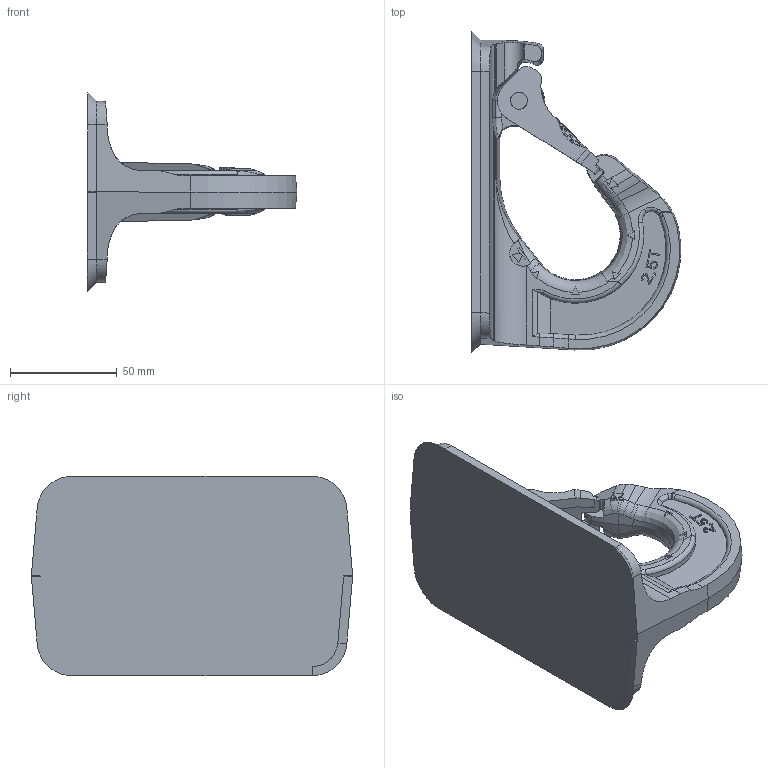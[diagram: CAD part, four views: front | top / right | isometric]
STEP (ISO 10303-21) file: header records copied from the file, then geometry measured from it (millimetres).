
FILE_DESCRIPTION((''),'2;1');
FILE_NAME('001-M31168-P-1_ASM','2012-04-20T',('Marcel.Bux'),(''),'PRO/ENGINEER BY PARAMETRIC TECHNOLOGY CORPORATION, 2010140','PRO/ENGINEER BY PARAMETRIC TECHNOLOGY CORPORATION, 2010140','');
FILE_SCHEMA(('CONFIG_CONTROL_DESIGN'));
Length unit declared in the file: millimetre
Products named in the file (3): 001-M31168-P-1_AF0; 001-M31177-001; 001-M31168-P-1_ASM
Assembly tree (2 placements, depth 2):
  001-M31168-P-1_ASM
    001-M31168-P-1_AF0
    001-M31177-001
Bounding box: 98.4 x 150.76 x 93.48 mm (x, y, z)
Volume: 222169.5 mm3; surface area: 51661.7 mm2
Topology: 2 solids, 2 shells, 838 faces, 2320 edges, 1501 vertices
Faces by surface type: plane 614, cylinder 97, bspline 51, cone 32, sphere 30, torus 14
Entity records: 28795 total; most frequent: CARTESIAN_POINT 8062, ORIENTED_EDGE 4584, DIRECTION 3799, EDGE_CURVE 2292, VECTOR 1753, LINE 1753, VERTEX_POINT 1501, AXIS2_PLACEMENT_3D 1023
